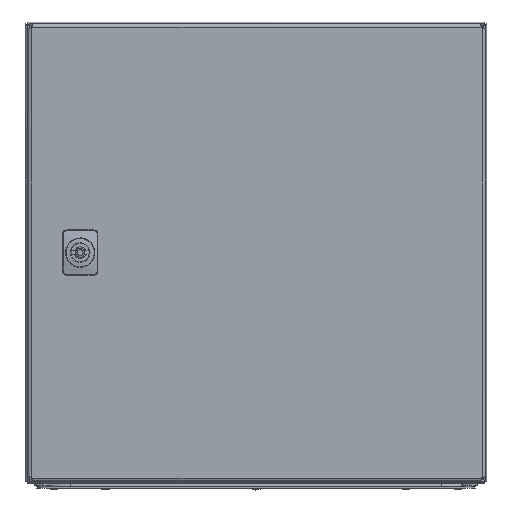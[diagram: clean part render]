
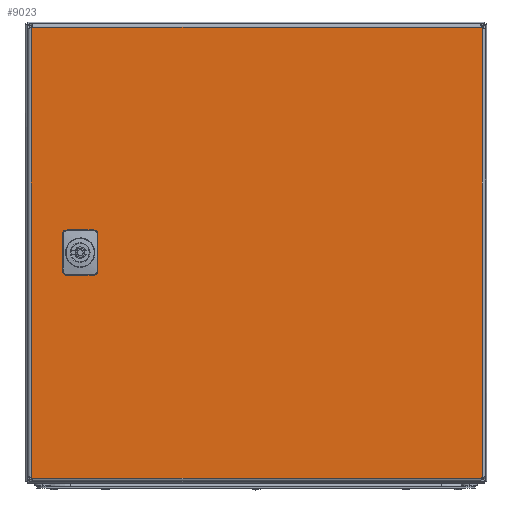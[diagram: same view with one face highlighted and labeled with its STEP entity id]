
A CAD part, top view. The second image highlights one B-rep face of the part: STEP entity #9023.
In plain terms, the highlighted face is planar.
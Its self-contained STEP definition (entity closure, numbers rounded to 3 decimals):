
#9023 = ADVANCED_FACE ( 'NONE', ( #30743, #30745 ), #30742, .F. ) ;
#9024 = EDGE_LOOP ( 'NONE', ( #9025, #9090, #9093, #9096, #9099, #9072, #9075, #9078 ) ) ;
#9025 = ORIENTED_EDGE ( 'NONE', *, *, #9026, .F. ) ;
#9026 = EDGE_CURVE ( 'NONE', #9088, #9089, #30735, .T. ) ;
#9062 = VERTEX_POINT ( 'NONE', #30800 ) ;
#9063 = ORIENTED_EDGE ( 'NONE', *, *, #9064, .F. ) ;
#9064 = EDGE_CURVE ( 'NONE', #9065, #9062, #30799, .T. ) ;
#9065 = VERTEX_POINT ( 'NONE', #30794 ) ;
#9066 = ORIENTED_EDGE ( 'NONE', *, *, #9067, .T. ) ;
#9067 = EDGE_CURVE ( 'NONE', #9065, #9068, #30793, .T. ) ;
#9068 = VERTEX_POINT ( 'NONE', #30789 ) ;
#9069 = ORIENTED_EDGE ( 'NONE', *, *, #9070, .T. ) ;
#9070 = EDGE_CURVE ( 'NONE', #9068, #9071, #30788, .T. ) ;
#9071 = VERTEX_POINT ( 'NONE', #30783 ) ;
#9072 = ORIENTED_EDGE ( 'NONE', *, *, #9073, .F. ) ;
#9073 = EDGE_CURVE ( 'NONE', #9074, #9101, #30782, .T. ) ;
#9074 = VERTEX_POINT ( 'NONE', #30842 ) ;
#9075 = ORIENTED_EDGE ( 'NONE', *, *, #9076, .F. ) ;
#9076 = EDGE_CURVE ( 'NONE', #9077, #9074, #30841, .T. ) ;
#9077 = VERTEX_POINT ( 'NONE', #30837 ) ;
#9078 = ORIENTED_EDGE ( 'NONE', *, *, #9079, .F. ) ;
#9079 = EDGE_CURVE ( 'NONE', #9089, #9077, #30834, .T. ) ;
#9080 = EDGE_LOOP ( 'NONE', ( #9081, #9085, #9145, #9148, #9063, #9066, #9069, #9131 ) ) ;
#9081 = ORIENTED_EDGE ( 'NONE', *, *, #9082, .F. ) ;
#9082 = EDGE_CURVE ( 'NONE', #9083, #9084, #30829, .T. ) ;
#9083 = VERTEX_POINT ( 'NONE', #30825 ) ;
#9084 = VERTEX_POINT ( 'NONE', #30824 ) ;
#9085 = ORIENTED_EDGE ( 'NONE', *, *, #9086, .T. ) ;
#9086 = EDGE_CURVE ( 'NONE', #9083, #9087, #30823, .T. ) ;
#9087 = VERTEX_POINT ( 'NONE', #30819 ) ;
#9088 = VERTEX_POINT ( 'NONE', #30818 ) ;
#9089 = VERTEX_POINT ( 'NONE', #30817 ) ;
#9090 = ORIENTED_EDGE ( 'NONE', *, *, #9091, .F. ) ;
#9091 = EDGE_CURVE ( 'NONE', #9092, #9088, #30816, .T. ) ;
#9092 = VERTEX_POINT ( 'NONE', #30811 ) ;
#9093 = ORIENTED_EDGE ( 'NONE', *, *, #9094, .F. ) ;
#9094 = EDGE_CURVE ( 'NONE', #9095, #9092, #30875, .T. ) ;
#9095 = VERTEX_POINT ( 'NONE', #30871 ) ;
#9096 = ORIENTED_EDGE ( 'NONE', *, *, #9097, .F. ) ;
#9097 = EDGE_CURVE ( 'NONE', #9098, #9095, #30870, .T. ) ;
#9098 = VERTEX_POINT ( 'NONE', #30865 ) ;
#9099 = ORIENTED_EDGE ( 'NONE', *, *, #9100, .F. ) ;
#9100 = EDGE_CURVE ( 'NONE', #9101, #9098, #30864, .T. ) ;
#9101 = VERTEX_POINT ( 'NONE', #30860 ) ;
#9131 = ORIENTED_EDGE ( 'NONE', *, *, #9132, .T. ) ;
#9132 = EDGE_CURVE ( 'NONE', #9071, #9084, #30925, .T. ) ;
#9145 = ORIENTED_EDGE ( 'NONE', *, *, #9146, .T. ) ;
#9146 = EDGE_CURVE ( 'NONE', #9087, #9147, #30943, .T. ) ;
#9147 = VERTEX_POINT ( 'NONE', #30939 ) ;
#9148 = ORIENTED_EDGE ( 'NONE', *, *, #9149, .T. ) ;
#9149 = EDGE_CURVE ( 'NONE', #9147, #9062, #30938, .T. ) ;
#30732 = DIRECTION ( 'NONE',  ( 0., 1., 0. ) ) ;
#30733 = VECTOR ( 'NONE', #30732, 1000. ) ;
#30734 = CARTESIAN_POINT ( 'NONE',  ( 143., 5.154, 0. ) ) ;
#30735 = LINE ( 'NONE', #30734, #30733 ) ;
#30736 = DIRECTION ( 'NONE',  ( 1., 0., 0. ) ) ;
#30737 = DIRECTION ( 'NONE',  ( 0., 0., 1. ) ) ;
#30738 = CARTESIAN_POINT ( 'NONE',  ( -210.5, -210.5, 0. ) ) ;
#30739 = AXIS2_PLACEMENT_3D ( 'NONE', #30738, #30737, #30736 ) ;
#30742 = PLANE ( 'NONE',  #30739 ) ;
#30743 = FACE_BOUND ( 'NONE', #9024, .T. ) ;
#30745 = FACE_OUTER_BOUND ( 'NONE', #9080, .T. ) ;
#30779 = DIRECTION ( 'NONE',  ( 0., 0., -1. ) ) ;
#30780 = CARTESIAN_POINT ( 'NONE',  ( 153., 0., 0. ) ) ;
#30781 = AXIS2_PLACEMENT_3D ( 'NONE', #30780, #30779, #30843 ) ;
#30782 = CIRCLE ( 'NONE', #30781, 11.25 ) ;
#30783 = CARTESIAN_POINT ( 'NONE',  ( 195., -195.5, 0. ) ) ;
#30784 = DIRECTION ( 'NONE',  ( -1., 0., 0. ) ) ;
#30785 = DIRECTION ( 'NONE',  ( 0., 0., 1. ) ) ;
#30786 = CARTESIAN_POINT ( 'NONE',  ( 197., -197., 0. ) ) ;
#30787 = AXIS2_PLACEMENT_3D ( 'NONE', #30786, #30785, #30784 ) ;
#30788 = CIRCLE ( 'NONE', #30787, 2.5 ) ;
#30789 = CARTESIAN_POINT ( 'NONE',  ( 195.5, -195., 0. ) ) ;
#30790 = DIRECTION ( 'NONE',  ( 0., -1., 0. ) ) ;
#30791 = VECTOR ( 'NONE', #30790, 1000. ) ;
#30792 = CARTESIAN_POINT ( 'NONE',  ( 195.5, -210.5, 0. ) ) ;
#30793 = LINE ( 'NONE', #30792, #30791 ) ;
#30794 = CARTESIAN_POINT ( 'NONE',  ( 195.5, 195., 0. ) ) ;
#30795 = DIRECTION ( 'NONE',  ( -1., 0., 0. ) ) ;
#30796 = DIRECTION ( 'NONE',  ( 0., 0., -1. ) ) ;
#30797 = CARTESIAN_POINT ( 'NONE',  ( 197., 197., 0. ) ) ;
#30798 = AXIS2_PLACEMENT_3D ( 'NONE', #30797, #30796, #30795 ) ;
#30799 = CIRCLE ( 'NONE', #30798, 2.5 ) ;
#30800 = CARTESIAN_POINT ( 'NONE',  ( 195., 195.5, 0. ) ) ;
#30811 = CARTESIAN_POINT ( 'NONE',  ( 147.846, -10., 0. ) ) ;
#30812 = DIRECTION ( 'NONE',  ( 1., 0., 0. ) ) ;
#30813 = DIRECTION ( 'NONE',  ( 0., 0., -1. ) ) ;
#30814 = CARTESIAN_POINT ( 'NONE',  ( 153., 0., 0. ) ) ;
#30815 = AXIS2_PLACEMENT_3D ( 'NONE', #30814, #30813, #30812 ) ;
#30816 = CIRCLE ( 'NONE', #30815, 11.25 ) ;
#30817 = CARTESIAN_POINT ( 'NONE',  ( 143., 5.154, 0. ) ) ;
#30818 = CARTESIAN_POINT ( 'NONE',  ( 143., -5.154, 0. ) ) ;
#30819 = CARTESIAN_POINT ( 'NONE',  ( -195.5, 195., 0. ) ) ;
#30820 = DIRECTION ( 'NONE',  ( 0., 1., 0. ) ) ;
#30821 = VECTOR ( 'NONE', #30820, 1000. ) ;
#30822 = CARTESIAN_POINT ( 'NONE',  ( -195.5, -210.5, 0. ) ) ;
#30823 = LINE ( 'NONE', #30822, #30821 ) ;
#30824 = CARTESIAN_POINT ( 'NONE',  ( -195., -195.5, 0. ) ) ;
#30825 = CARTESIAN_POINT ( 'NONE',  ( -195.5, -195., 0. ) ) ;
#30826 = DIRECTION ( 'NONE',  ( 1., 0., 0. ) ) ;
#30827 = DIRECTION ( 'NONE',  ( 0., 0., -1. ) ) ;
#30828 = AXIS2_PLACEMENT_3D ( 'NONE', #30835, #30827, #30826 ) ;
#30829 = CIRCLE ( 'NONE', #30828, 2.5 ) ;
#30830 = DIRECTION ( 'NONE',  ( 1., 0., 0. ) ) ;
#30831 = DIRECTION ( 'NONE',  ( 0., 0., -1. ) ) ;
#30832 = CARTESIAN_POINT ( 'NONE',  ( 153., 0., 0. ) ) ;
#30833 = AXIS2_PLACEMENT_3D ( 'NONE', #30832, #30831, #30830 ) ;
#30834 = CIRCLE ( 'NONE', #30833, 11.25 ) ;
#30835 = CARTESIAN_POINT ( 'NONE',  ( -197., -197., 0. ) ) ;
#30837 = CARTESIAN_POINT ( 'NONE',  ( 147.846, 10., 0. ) ) ;
#30838 = DIRECTION ( 'NONE',  ( 1., 0., 0. ) ) ;
#30839 = VECTOR ( 'NONE', #30838, 1000. ) ;
#30840 = CARTESIAN_POINT ( 'NONE',  ( 147.846, 10., 0. ) ) ;
#30841 = LINE ( 'NONE', #30840, #30839 ) ;
#30842 = CARTESIAN_POINT ( 'NONE',  ( 158.154, 10., 0. ) ) ;
#30843 = DIRECTION ( 'NONE',  ( 1., 0., 0. ) ) ;
#30860 = CARTESIAN_POINT ( 'NONE',  ( 163., 5.154, 0. ) ) ;
#30861 = DIRECTION ( 'NONE',  ( 0., -1., 0. ) ) ;
#30862 = VECTOR ( 'NONE', #30861, 1000. ) ;
#30863 = CARTESIAN_POINT ( 'NONE',  ( 163., 5.154, 0. ) ) ;
#30864 = LINE ( 'NONE', #30863, #30862 ) ;
#30865 = CARTESIAN_POINT ( 'NONE',  ( 163., -5.154, 0. ) ) ;
#30866 = DIRECTION ( 'NONE',  ( 1., 0., 0. ) ) ;
#30867 = DIRECTION ( 'NONE',  ( 0., 0., -1. ) ) ;
#30868 = CARTESIAN_POINT ( 'NONE',  ( 153., 0., 0. ) ) ;
#30869 = AXIS2_PLACEMENT_3D ( 'NONE', #30868, #30867, #30866 ) ;
#30870 = CIRCLE ( 'NONE', #30869, 11.25 ) ;
#30871 = CARTESIAN_POINT ( 'NONE',  ( 158.154, -10., 0. ) ) ;
#30872 = DIRECTION ( 'NONE',  ( -1., 0., 0. ) ) ;
#30873 = VECTOR ( 'NONE', #30872, 1000. ) ;
#30874 = CARTESIAN_POINT ( 'NONE',  ( 147.846, -10., 0. ) ) ;
#30875 = LINE ( 'NONE', #30874, #30873 ) ;
#30922 = DIRECTION ( 'NONE',  ( -1., 0., 0. ) ) ;
#30923 = VECTOR ( 'NONE', #30922, 1000. ) ;
#30924 = CARTESIAN_POINT ( 'NONE',  ( -210.5, -195.5, 0. ) ) ;
#30925 = LINE ( 'NONE', #30924, #30923 ) ;
#30935 = DIRECTION ( 'NONE',  ( 1., 0., 0. ) ) ;
#30936 = VECTOR ( 'NONE', #30935, 1000. ) ;
#30937 = CARTESIAN_POINT ( 'NONE',  ( -210.5, 195.5, 0. ) ) ;
#30938 = LINE ( 'NONE', #30937, #30936 ) ;
#30939 = CARTESIAN_POINT ( 'NONE',  ( -195., 195.5, 0. ) ) ;
#30940 = DIRECTION ( 'NONE',  ( 1., 0., 0. ) ) ;
#30941 = DIRECTION ( 'NONE',  ( 0., 0., 1. ) ) ;
#30942 = AXIS2_PLACEMENT_3D ( 'NONE', #30949, #30941, #30940 ) ;
#30943 = CIRCLE ( 'NONE', #30942, 2.5 ) ;
#30949 = CARTESIAN_POINT ( 'NONE',  ( -197., 197., 0. ) ) ;
